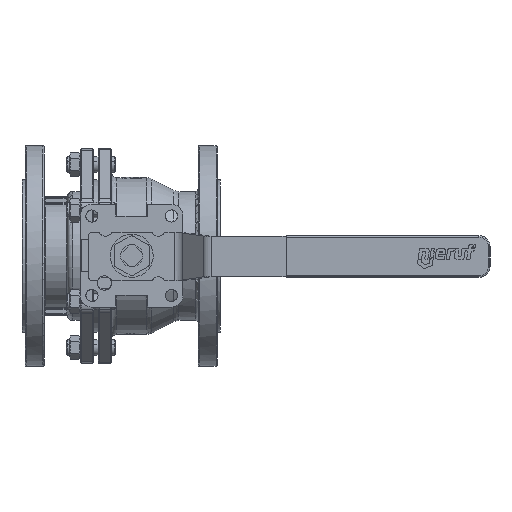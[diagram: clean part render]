
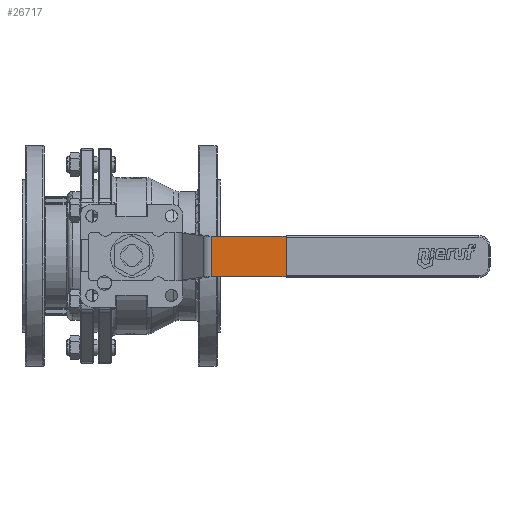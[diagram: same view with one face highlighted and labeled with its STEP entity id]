
A CAD part, top view. The second image highlights one B-rep face of the part: STEP entity #26717.
In plain terms, the highlighted planar face has unit normal (0, 0, 1).
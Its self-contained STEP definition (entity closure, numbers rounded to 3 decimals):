
#26593=CARTESIAN_POINT('',(139.983,17.793,169.553));
#26594=VERTEX_POINT('',#26593);
#26603=CARTESIAN_POINT('',(139.983,-19.207,169.553));
#26604=VERTEX_POINT('',#26603);
#26605=CARTESIAN_POINT('',(139.983,-19.207,169.553));
#26606=DIRECTION('',(-0.,1.,-0.));
#26607=VECTOR('',#26606,37.);
#26608=LINE('',#26605,#26607);
#26609=EDGE_CURVE('',#26604,#26594,#26608,.T.);
#26650=CARTESIAN_POINT('',(72.337,-19.207,169.553));
#26651=VERTEX_POINT('',#26650);
#26652=CARTESIAN_POINT('',(72.337,-19.207,169.553));
#26653=DIRECTION('',(1.,0.,-0.));
#26654=VECTOR('',#26653,67.646);
#26655=LINE('',#26652,#26654);
#26656=EDGE_CURVE('',#26651,#26604,#26655,.T.);
#26694=CARTESIAN_POINT('',(133.483,-0.707,169.553));
#26695=DIRECTION('',(0.,0.,1.));
#26696=DIRECTION('',(-1.,-0.,0.));
#26697=AXIS2_PLACEMENT_3D('',#26694,#26695,#26696);
#26698=PLANE('',#26697);
#26699=ORIENTED_EDGE('',*,*,#26609,.T.);
#26700=CARTESIAN_POINT('',(72.337,17.793,169.553));
#26701=VERTEX_POINT('',#26700);
#26702=CARTESIAN_POINT('',(139.983,17.793,169.553));
#26703=DIRECTION('',(-1.,-0.,0.));
#26704=VECTOR('',#26703,67.646);
#26705=LINE('',#26702,#26704);
#26706=EDGE_CURVE('',#26594,#26701,#26705,.T.);
#26707=ORIENTED_EDGE('',*,*,#26706,.T.);
#26708=CARTESIAN_POINT('',(72.337,17.793,169.553));
#26709=DIRECTION('',(0.,-1.,0.));
#26710=VECTOR('',#26709,37.);
#26711=LINE('',#26708,#26710);
#26712=EDGE_CURVE('',#26701,#26651,#26711,.T.);
#26713=ORIENTED_EDGE('',*,*,#26712,.T.);
#26714=ORIENTED_EDGE('',*,*,#26656,.T.);
#26715=EDGE_LOOP('',(#26699,#26707,#26713,#26714));
#26716=FACE_BOUND('',#26715,.T.);
#26717=ADVANCED_FACE('',(#26716),#26698,.T.);
